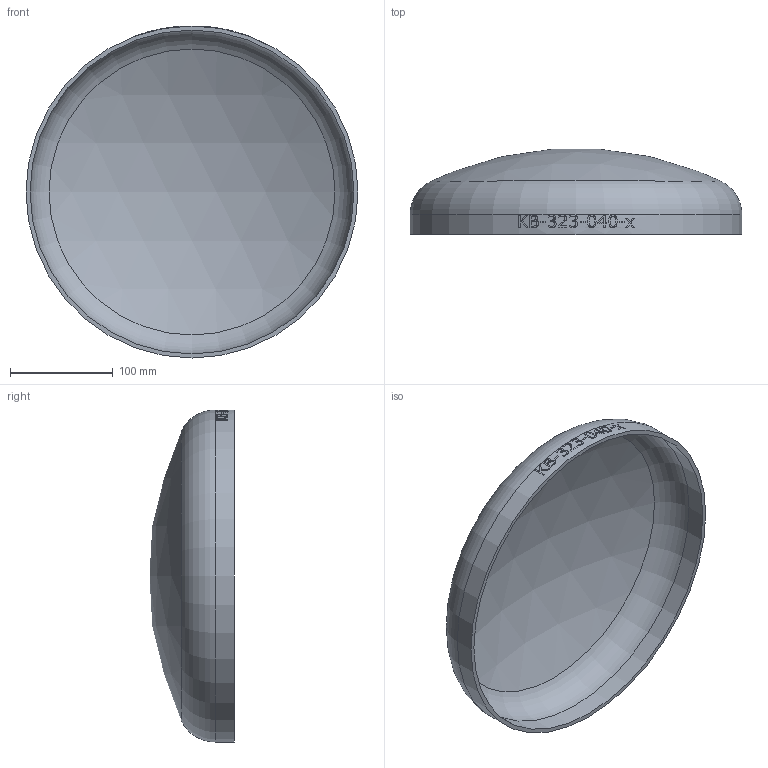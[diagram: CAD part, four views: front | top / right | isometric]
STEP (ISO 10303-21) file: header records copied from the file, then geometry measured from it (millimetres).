
FILE_DESCRIPTION (( 'STEP AP214' ), '1' );
FILE_NAME ('KB-323-040-x Klöpperboden 2003.STEP', '2020-03-27T08:09:19', ( '' ), ( '' ), 'SwSTEP 2.0', 'SolidWorks 2016', '' );
FILE_SCHEMA (( 'AUTOMOTIVE_DESIGN' ));
Length unit declared in the file: millimetre
Products named in the file (1): KB-323-040-x Klöpperboden 2003
Bounding box: 323.9 x 82.91 x 323.9 mm (x, y, z)
Volume: 485167.3 mm3; surface area: 246910.3 mm2
Topology: 1 solids, 1 shells, 189 faces, 505 edges, 336 vertices
Faces by surface type: bspline 98, plane 68, cylinder 19, torus 2, sphere 2
Full cylindrical faces by diameter (mm): 315.9 x1, 323.9 x1
Entity records: 28587 total; most frequent: CARTESIAN_POINT 22738, ORIENTED_EDGE 1002, EDGE_CURVE 501, DIRECTION 448, VERTEX_POINT 336, B_SPLINE_CURVE_WITH_KNOTS 317, EDGE_LOOP 211, FACE_OUTER_BOUND 193
